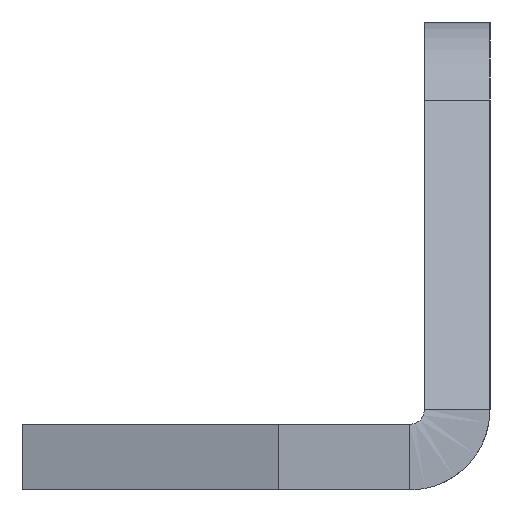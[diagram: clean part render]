
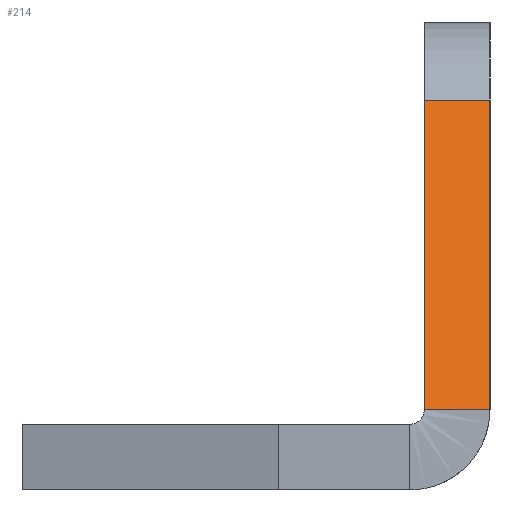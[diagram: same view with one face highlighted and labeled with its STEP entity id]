
A CAD part, left-side view. The second image highlights one B-rep face of the part: STEP entity #214.
In plain terms, the highlighted planar face has unit normal (-0.93, 0, 0.368).
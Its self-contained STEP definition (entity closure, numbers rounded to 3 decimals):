
#48 = DIRECTION ( 'NONE',  ( 0.368, 0., 0.93 ) ) ;
#59 = EDGE_CURVE ( 'NONE', #203, #632, #178, .T. ) ;
#98 = CARTESIAN_POINT ( 'NONE',  ( -0.748, -3.175, -18.832 ) ) ;
#109 = ORIENTED_EDGE ( 'NONE', *, *, #59, .F. ) ;
#129 = EDGE_CURVE ( 'NONE', #632, #212, #192, .T. ) ;
#174 = AXIS2_PLACEMENT_3D ( 'NONE', #300, #359, #459 ) ;
#178 = LINE ( 'NONE', #388, #590 ) ;
#192 = LINE ( 'NONE', #392, #242 ) ;
#203 = VERTEX_POINT ( 'NONE', #98 ) ;
#212 = VERTEX_POINT ( 'NONE', #510 ) ;
#214 = ADVANCED_FACE ( 'NONE', ( #552 ), #248, .F. ) ;
#222 = VERTEX_POINT ( 'NONE', #307 ) ;
#242 = VECTOR ( 'NONE', #488, 1000. ) ;
#248 = PLANE ( 'NONE',  #174 ) ;
#284 = DIRECTION ( 'NONE',  ( 0., 1., 0. ) ) ;
#299 = LINE ( 'NONE', #503, #462 ) ;
#300 = CARTESIAN_POINT ( 'NONE',  ( 5.798, 0., -2.295 ) ) ;
#307 = CARTESIAN_POINT ( 'NONE',  ( 5.205, -3.175, -3.792 ) ) ;
#334 = CARTESIAN_POINT ( 'NONE',  ( 5.205, 0., -3.792 ) ) ;
#339 = LINE ( 'NONE', #334, #394 ) ;
#359 = DIRECTION ( 'NONE',  ( 0.93, 0., -0.368 ) ) ;
#388 = CARTESIAN_POINT ( 'NONE',  ( -0.748, -3.175, -18.832 ) ) ;
#392 = CARTESIAN_POINT ( 'NONE',  ( 5.798, 0., -2.295 ) ) ;
#394 = VECTOR ( 'NONE', #284, 1000. ) ;
#423 = ORIENTED_EDGE ( 'NONE', *, *, #129, .F. ) ;
#425 = EDGE_CURVE ( 'NONE', #222, #212, #339, .T. ) ;
#459 = DIRECTION ( 'NONE',  ( 0.368, 0., 0.93 ) ) ;
#462 = VECTOR ( 'NONE', #48, 1000. ) ;
#466 = EDGE_LOOP ( 'NONE', ( #109, #582, #573, #423 ) ) ;
#488 = DIRECTION ( 'NONE',  ( 0.368, 0., 0.93 ) ) ;
#503 = CARTESIAN_POINT ( 'NONE',  ( 5.798, -3.175, -2.295 ) ) ;
#510 = CARTESIAN_POINT ( 'NONE',  ( 5.205, 0., -3.792 ) ) ;
#519 = DIRECTION ( 'NONE',  ( 0., 1., 0. ) ) ;
#524 = CARTESIAN_POINT ( 'NONE',  ( -0.748, 0., -18.832 ) ) ;
#532 = EDGE_CURVE ( 'NONE', #203, #222, #299, .T. ) ;
#552 = FACE_OUTER_BOUND ( 'NONE', #466, .T. ) ;
#573 = ORIENTED_EDGE ( 'NONE', *, *, #425, .T. ) ;
#582 = ORIENTED_EDGE ( 'NONE', *, *, #532, .T. ) ;
#590 = VECTOR ( 'NONE', #519, 1000. ) ;
#632 = VERTEX_POINT ( 'NONE', #524 ) ;
